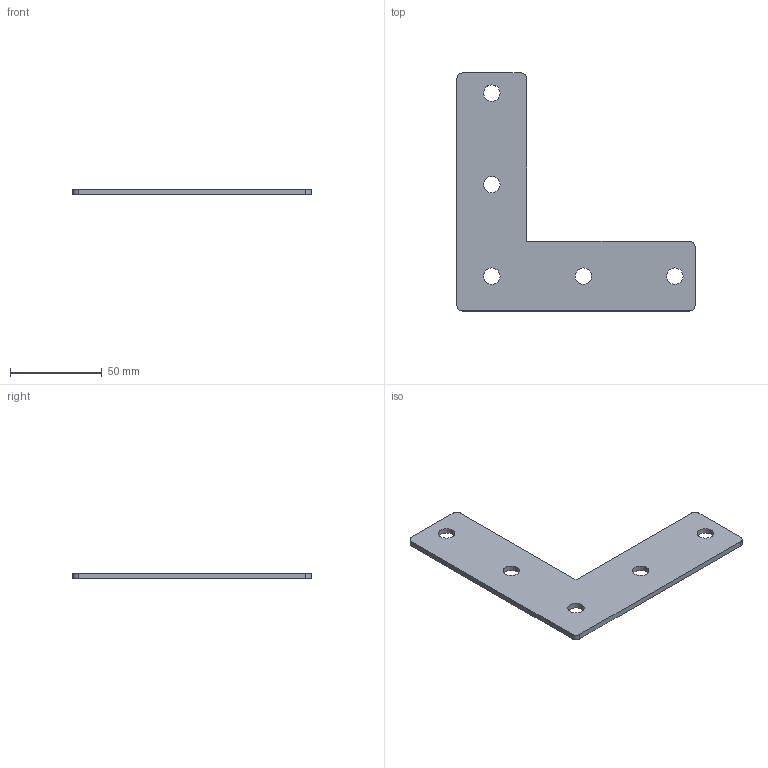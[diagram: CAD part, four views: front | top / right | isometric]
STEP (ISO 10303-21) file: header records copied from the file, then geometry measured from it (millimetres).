
FILE_DESCRIPTION(('Creo Elements/Direct Modeling STEP Export'),'2;1');
FILE_NAME('44.0175.1_Winkelplatte-MMS-44_3mm-chem-vernickelt.stp','2022-03-21T 8:57:08',(''),(''),'PTC Creo Elements/Direct Modeling STEP processor for AP214 (Solid Model)','PTC Creo Elements/Direct Modeling 19.0C 15-Aug-2015 (C) Parametric Technology GmbH','');
FILE_SCHEMA(('AUTOMOTIVE_DESIGN { 1 0 10303 214 1 1 1 1 }'));
Length unit declared in the file: millimetre
Products named in the file (1): Winkelplatte-MMS-44_3mm-chem-vernickelt_44.0175.1_PX173307
Bounding box: 130 x 130 x 3 mm (x, y, z)
Volume: 24324.8 mm3; surface area: 18181.3 mm2
Topology: 1 solids, 1 shells, 23 faces, 63 edges, 42 vertices
Faces by surface type: cylinder 15, plane 8
Entity records: 739 total; most frequent: ORIENTED_EDGE 126, DIRECTION 121, CARTESIAN_POINT 119, EDGE_CURVE 63, AXIS2_PLACEMENT_3D 44, VERTEX_POINT 42, EDGE_LOOP 33, VECTOR 33
